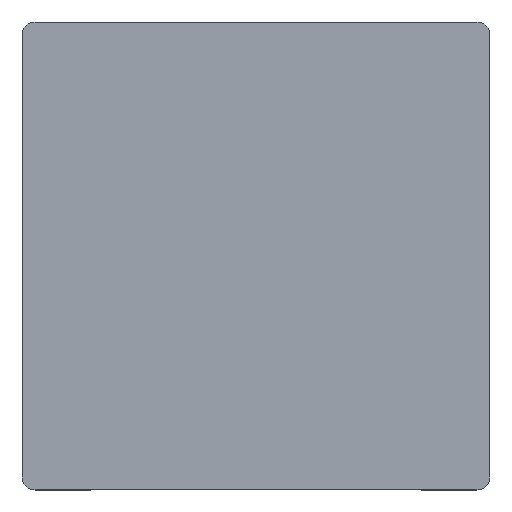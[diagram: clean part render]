
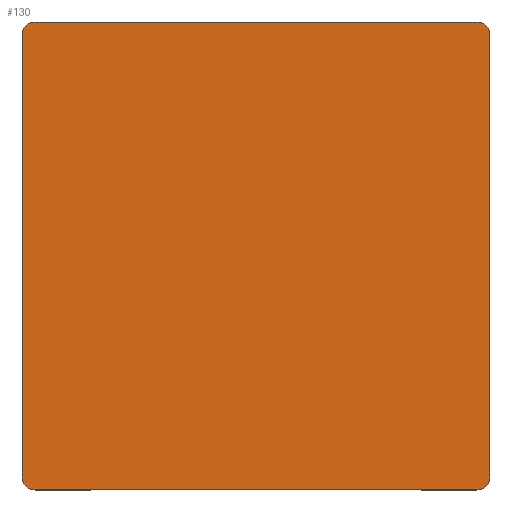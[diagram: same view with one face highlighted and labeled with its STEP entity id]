
A CAD part, top view. The second image highlights one B-rep face of the part: STEP entity #130.
In plain terms, the highlighted planar face has unit normal (0, 0, 1).
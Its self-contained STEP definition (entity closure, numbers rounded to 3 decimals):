
#2 = VECTOR ( 'NONE', #149, 1000. ) ;
#35 = ORIENTED_EDGE ( 'NONE', *, *, #286, .T. ) ;
#73 = EDGE_CURVE ( 'NONE', #573, #81, #468, .T. ) ;
#81 = VERTEX_POINT ( 'NONE', #574 ) ;
#84 = CIRCLE ( 'NONE', #374, 5. ) ;
#96 = DIRECTION ( 'NONE',  ( 0., -1., 0. ) ) ;
#122 = CARTESIAN_POINT ( 'NONE',  ( 85., 85., 170. ) ) ;
#125 = FACE_OUTER_BOUND ( 'NONE', #296, .T. ) ;
#130 = ADVANCED_FACE ( 'NONE', ( #125 ), #558, .T. ) ;
#140 = CARTESIAN_POINT ( 'NONE',  ( -90., -90., 170. ) ) ;
#149 = DIRECTION ( 'NONE',  ( 0., 1., 0. ) ) ;
#151 = CARTESIAN_POINT ( 'NONE',  ( 0., 0., 170. ) ) ;
#153 = ORIENTED_EDGE ( 'NONE', *, *, #73, .T. ) ;
#159 = DIRECTION ( 'NONE',  ( 0., 0., 1. ) ) ;
#161 = EDGE_CURVE ( 'NONE', #173, #573, #84, .T. ) ;
#164 = DIRECTION ( 'NONE',  ( 1., 0., 0. ) ) ;
#173 = VERTEX_POINT ( 'NONE', #497 ) ;
#180 = CARTESIAN_POINT ( 'NONE',  ( -85., -85., 170. ) ) ;
#182 = DIRECTION ( 'NONE',  ( 0., 0., 1. ) ) ;
#190 = DIRECTION ( 'NONE',  ( 1., 0., 0. ) ) ;
#200 = ORIENTED_EDGE ( 'NONE', *, *, #332, .T. ) ;
#207 = CARTESIAN_POINT ( 'NONE',  ( -85., 90., 170. ) ) ;
#210 = VERTEX_POINT ( 'NONE', #265 ) ;
#215 = EDGE_CURVE ( 'NONE', #81, #210, #546, .T. ) ;
#222 = DIRECTION ( 'NONE',  ( 1., 0., 0. ) ) ;
#225 = DIRECTION ( 'NONE',  ( -1., 0., 0. ) ) ;
#257 = VERTEX_POINT ( 'NONE', #207 ) ;
#262 = CARTESIAN_POINT ( 'NONE',  ( -90., -85., 170. ) ) ;
#265 = CARTESIAN_POINT ( 'NONE',  ( 85., 90., 170. ) ) ;
#286 = EDGE_CURVE ( 'NONE', #532, #427, #510, .T. ) ;
#289 = VERTEX_POINT ( 'NONE', #543 ) ;
#296 = EDGE_LOOP ( 'NONE', ( #565, #319, #153, #549, #360, #200, #35, #328 ) ) ;
#319 = ORIENTED_EDGE ( 'NONE', *, *, #161, .T. ) ;
#325 = AXIS2_PLACEMENT_3D ( 'NONE', #424, #159, #475 ) ;
#328 = ORIENTED_EDGE ( 'NONE', *, *, #422, .T. ) ;
#332 = EDGE_CURVE ( 'NONE', #257, #532, #502, .T. ) ;
#337 = AXIS2_PLACEMENT_3D ( 'NONE', #151, #461, #190 ) ;
#338 = CARTESIAN_POINT ( 'NONE',  ( 90., 90., 170. ) ) ;
#360 = ORIENTED_EDGE ( 'NONE', *, *, #454, .T. ) ;
#361 = CARTESIAN_POINT ( 'NONE',  ( -90., 90., 170. ) ) ;
#365 = CARTESIAN_POINT ( 'NONE',  ( 90., -85., 170. ) ) ;
#374 = AXIS2_PLACEMENT_3D ( 'NONE', #451, #182, #501 ) ;
#385 = LINE ( 'NONE', #140, #391 ) ;
#391 = VECTOR ( 'NONE', #446, 1000. ) ;
#399 = CARTESIAN_POINT ( 'NONE',  ( -90., 85., 170. ) ) ;
#422 = EDGE_CURVE ( 'NONE', #427, #289, #428, .T. ) ;
#423 = LINE ( 'NONE', #500, #426 ) ;
#424 = CARTESIAN_POINT ( 'NONE',  ( -85., 85., 170. ) ) ;
#426 = VECTOR ( 'NONE', #225, 1000. ) ;
#427 = VERTEX_POINT ( 'NONE', #262 ) ;
#428 = CIRCLE ( 'NONE', #512, 5. ) ;
#432 = DIRECTION ( 'NONE',  ( 0., 0., 1. ) ) ;
#446 = DIRECTION ( 'NONE',  ( 1., 0., 0. ) ) ;
#451 = CARTESIAN_POINT ( 'NONE',  ( 85., -85., 170. ) ) ;
#454 = EDGE_CURVE ( 'NONE', #210, #257, #423, .T. ) ;
#461 = DIRECTION ( 'NONE',  ( 0., 0., 1. ) ) ;
#468 = LINE ( 'NONE', #338, #2 ) ;
#475 = DIRECTION ( 'NONE',  ( 1., 0., 0. ) ) ;
#496 = DIRECTION ( 'NONE',  ( 0., 0., 1. ) ) ;
#497 = CARTESIAN_POINT ( 'NONE',  ( 85., -90., 170. ) ) ;
#500 = CARTESIAN_POINT ( 'NONE',  ( -90., 90., 170. ) ) ;
#501 = DIRECTION ( 'NONE',  ( 1., 0., 0. ) ) ;
#502 = CIRCLE ( 'NONE', #325, 5. ) ;
#503 = VECTOR ( 'NONE', #96, 1000. ) ;
#510 = LINE ( 'NONE', #361, #503 ) ;
#512 = AXIS2_PLACEMENT_3D ( 'NONE', #180, #496, #222 ) ;
#524 = AXIS2_PLACEMENT_3D ( 'NONE', #122, #432, #164 ) ;
#530 = EDGE_CURVE ( 'NONE', #289, #173, #385, .T. ) ;
#532 = VERTEX_POINT ( 'NONE', #399 ) ;
#543 = CARTESIAN_POINT ( 'NONE',  ( -85., -90., 170. ) ) ;
#546 = CIRCLE ( 'NONE', #524, 5. ) ;
#549 = ORIENTED_EDGE ( 'NONE', *, *, #215, .T. ) ;
#558 = PLANE ( 'NONE',  #337 ) ;
#565 = ORIENTED_EDGE ( 'NONE', *, *, #530, .T. ) ;
#573 = VERTEX_POINT ( 'NONE', #365 ) ;
#574 = CARTESIAN_POINT ( 'NONE',  ( 90., 85., 170. ) ) ;
